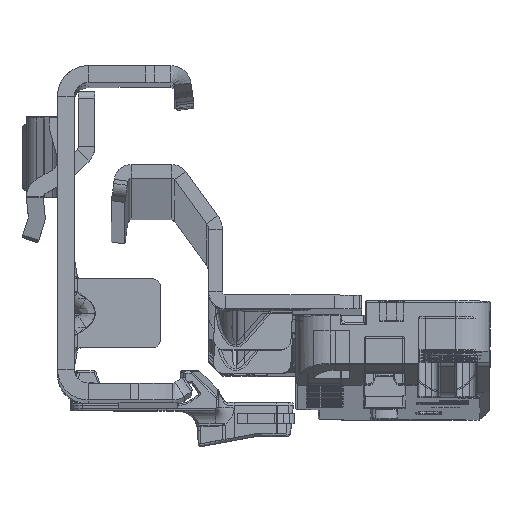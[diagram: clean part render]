
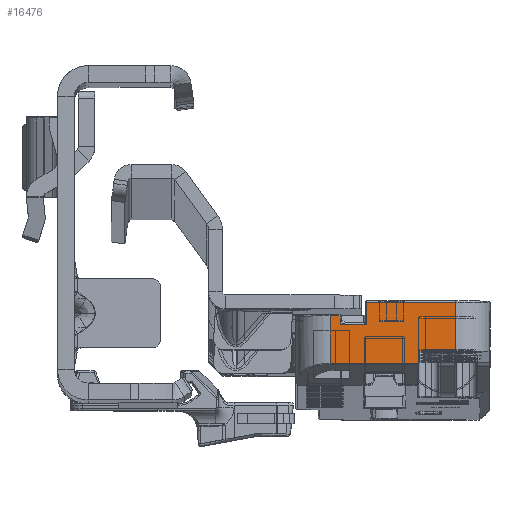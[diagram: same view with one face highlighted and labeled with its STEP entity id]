
A CAD part, top view. The second image highlights one B-rep face of the part: STEP entity #16476.
In plain terms, the highlighted face is planar.
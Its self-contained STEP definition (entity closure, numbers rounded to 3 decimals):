
#3384 = EDGE_LOOP ( 'NONE', ( #50776, #40052, #74732, #7918, #7861, #47691, #65804, #75328, #15498, #37089, #69951, #39988 ) ) ;
#3750 = EDGE_CURVE ( 'NONE', #32207, #108484, #96198, .T. ) ;
#6612 = CARTESIAN_POINT ( 'NONE',  ( -0.7, 2.1, -284.5 ) ) ;
#7861 = ORIENTED_EDGE ( 'NONE', *, *, #35072, .T. ) ;
#7918 = ORIENTED_EDGE ( 'NONE', *, *, #70795, .F. ) ;
#9168 = FACE_OUTER_BOUND ( 'NONE', #3384, .T. ) ;
#10536 = VECTOR ( 'NONE', #16339, 1000. ) ;
#10719 = VERTEX_POINT ( 'NONE', #112267 ) ;
#11697 = CARTESIAN_POINT ( 'NONE',  ( -8.3, -6.669, -284.5 ) ) ;
#15498 = ORIENTED_EDGE ( 'NONE', *, *, #16488, .F. ) ;
#16005 = CARTESIAN_POINT ( 'NONE',  ( -8.3, -6.669, -284.5 ) ) ;
#16028 = CARTESIAN_POINT ( 'NONE',  ( 3.15, -1.15, -284.5 ) ) ;
#16269 = PLANE ( 'NONE',  #69978 ) ;
#16339 = DIRECTION ( 'NONE',  ( 0., 1., 0. ) ) ;
#16476 = ADVANCED_FACE ( 'NONE', ( #9168 ), #16269, .F. ) ;
#16488 = EDGE_CURVE ( 'NONE', #82774, #108484, #38128, .T. ) ;
#16913 = CARTESIAN_POINT ( 'NONE',  ( 19.8, 2.6, -284.5 ) ) ;
#18888 = CARTESIAN_POINT ( 'NONE',  ( 4.6, -6.785, -284.5 ) ) ;
#20223 = CARTESIAN_POINT ( 'NONE',  ( 19.8, -1.15, -284.5 ) ) ;
#20867 = CARTESIAN_POINT ( 'NONE',  ( -8.3, -6.785, -284.5 ) ) ;
#21873 = CARTESIAN_POINT ( 'NONE',  ( -8.5, -5.2, -284.5 ) ) ;
#23138 = DIRECTION ( 'NONE',  ( 1., 0., 0. ) ) ;
#23897 = LINE ( 'NONE', #34154, #75006 ) ;
#26210 = EDGE_CURVE ( 'NONE', #90455, #10719, #23897, .T. ) ;
#27101 = EDGE_CURVE ( 'NONE', #32207, #44927, #98654, .T. ) ;
#27975 = CARTESIAN_POINT ( 'NONE',  ( -8.273, -6.785, -284.5 ) ) ;
#28614 = DIRECTION ( 'NONE',  ( 1., 0., 0. ) ) ;
#31208 = CARTESIAN_POINT ( 'NONE',  ( -8.3, -5.2, -284.5 ) ) ;
#32207 = VERTEX_POINT ( 'NONE', #31208 ) ;
#34154 = CARTESIAN_POINT ( 'NONE',  ( -0.75, -0.9, -284.5 ) ) ;
#34672 = CARTESIAN_POINT ( 'NONE',  ( -8.273, -6.785, -284.5 ) ) ;
#35072 = EDGE_CURVE ( 'NONE', #120727, #37574, #109049, .T. ) ;
#37089 = ORIENTED_EDGE ( 'NONE', *, *, #56534, .T. ) ;
#37574 = VERTEX_POINT ( 'NONE', #27975 ) ;
#38128 = LINE ( 'NONE', #56116, #67956 ) ;
#38839 = VERTEX_POINT ( 'NONE', #42464 ) ;
#39988 = ORIENTED_EDGE ( 'NONE', *, *, #26210, .T. ) ;
#40052 = ORIENTED_EDGE ( 'NONE', *, *, #81414, .T. ) ;
#41380 = LINE ( 'NONE', #80633, #59953 ) ;
#41607 = CARTESIAN_POINT ( 'NONE',  ( 4.6, 0.1, -284.5 ) ) ;
#42464 = CARTESIAN_POINT ( 'NONE',  ( 3.15, 0.1, -284.5 ) ) ;
#44526 = DIRECTION ( 'NONE',  ( 1., 0., 0. ) ) ;
#44927 = VERTEX_POINT ( 'NONE', #11697 ) ;
#47691 = ORIENTED_EDGE ( 'NONE', *, *, #107022, .T. ) ;
#48054 = DIRECTION ( 'NONE',  ( 0., 1., 0. ) ) ;
#49773 = DIRECTION ( 'NONE',  ( 0., 1., 0. ) ) ;
#50776 = ORIENTED_EDGE ( 'NONE', *, *, #123781, .T. ) ;
#54561 = CARTESIAN_POINT ( 'NONE',  ( -8.3, -6.71, -284.5 ) ) ;
#55464 = DIRECTION ( 'NONE',  ( 1., 0., 0. ) ) ;
#56116 = CARTESIAN_POINT ( 'NONE',  ( -8.3, -5., -284.5 ) ) ;
#56534 = EDGE_CURVE ( 'NONE', #82774, #80305, #41380, .T. ) ;
#59953 = VECTOR ( 'NONE', #49773, 1000. ) ;
#60143 = VECTOR ( 'NONE', #48054, 1000. ) ;
#62956 = VECTOR ( 'NONE', #104161, 1000. ) ;
#64182 = CARTESIAN_POINT ( 'NONE',  ( -8.5, -5., -284.5 ) ) ;
#65804 = ORIENTED_EDGE ( 'NONE', *, *, #27101, .F. ) ;
#66315 = VECTOR ( 'NONE', #90342, 1000. ) ;
#67956 = VECTOR ( 'NONE', #105111, 1000. ) ;
#68535 = CARTESIAN_POINT ( 'NONE',  ( -0.75, 2.1, -284.5 ) ) ;
#69932 = VECTOR ( 'NONE', #44526, 1000. ) ;
#69951 = ORIENTED_EDGE ( 'NONE', *, *, #108077, .T. ) ;
#69978 = AXIS2_PLACEMENT_3D ( 'NONE', #16913, #114752, #55464 ) ;
#70356 = LINE ( 'NONE', #20223, #107262 ) ;
#70795 = EDGE_CURVE ( 'NONE', #120727, #104739, #89231, .T. ) ;
#73550 = AXIS2_PLACEMENT_3D ( 'NONE', #21873, #120357, #23138 ) ;
#74732 = ORIENTED_EDGE ( 'NONE', *, *, #114515, .T. ) ;
#75006 = VECTOR ( 'NONE', #101787, 1000. ) ;
#75328 = ORIENTED_EDGE ( 'NONE', *, *, #3750, .T. ) ;
#79033 = VECTOR ( 'NONE', #91508, 1000. ) ;
#80305 = VERTEX_POINT ( 'NONE', #107703 ) ;
#80633 = CARTESIAN_POINT ( 'NONE',  ( -13.7, 2., -284.5 ) ) ;
#81414 = EDGE_CURVE ( 'NONE', #120991, #38839, #85833, .T. ) ;
#82774 = VERTEX_POINT ( 'NONE', #92186 ) ;
#82913 = CARTESIAN_POINT ( 'NONE',  ( 4.6, 0.1, -284.5 ) ) ;
#84873 = CARTESIAN_POINT ( 'NONE',  ( -8.291, -6.749, -284.5 ) ) ;
#85833 = LINE ( 'NONE', #115465, #10536 ) ;
#89231 = LINE ( 'NONE', #127302, #60143 ) ;
#90238 = CARTESIAN_POINT ( 'NONE',  ( -8.3, 0., -284.5 ) ) ;
#90342 = DIRECTION ( 'NONE',  ( -1., 0., 0. ) ) ;
#90455 = VERTEX_POINT ( 'NONE', #68535 ) ;
#91508 = DIRECTION ( 'NONE',  ( 0., -1., 0. ) ) ;
#92186 = CARTESIAN_POINT ( 'NONE',  ( -13.7, -5., -284.5 ) ) ;
#96198 = CIRCLE ( 'NONE', #73550, 0.2 ) ;
#98654 = LINE ( 'NONE', #90238, #79033 ) ;
#101787 = DIRECTION ( 'NONE',  ( 0., -1., 0. ) ) ;
#104161 = DIRECTION ( 'NONE',  ( 1., 0., 0. ) ) ;
#104739 = VERTEX_POINT ( 'NONE', #41607 ) ;
#105111 = DIRECTION ( 'NONE',  ( 1., 0., 0. ) ) ;
#107022 = EDGE_CURVE ( 'NONE', #37574, #44927, #114683, .T. ) ;
#107262 = VECTOR ( 'NONE', #28614, 1000. ) ;
#107703 = CARTESIAN_POINT ( 'NONE',  ( -13.7, 2.1, -284.5 ) ) ;
#108077 = EDGE_CURVE ( 'NONE', #80305, #90455, #112836, .T. ) ;
#108484 = VERTEX_POINT ( 'NONE', #64182 ) ;
#109049 = LINE ( 'NONE', #20867, #66315 ) ;
#112267 = CARTESIAN_POINT ( 'NONE',  ( -0.75, -1.15, -284.5 ) ) ;
#112836 = LINE ( 'NONE', #6612, #69932 ) ;
#114515 = EDGE_CURVE ( 'NONE', #38839, #104739, #122860, .T. ) ;
#114683 =( BOUNDED_CURVE ( )  B_SPLINE_CURVE ( 3, ( #34672, #84873, #54561, #16005 ),
 .UNSPECIFIED., .F., .T. ) 
 B_SPLINE_CURVE_WITH_KNOTS ( ( 4, 4 ),
 ( 1.047, 1.571 ),
 .UNSPECIFIED. ) 
 CURVE ( )  GEOMETRIC_REPRESENTATION_ITEM ( )  RATIONAL_B_SPLINE_CURVE ( ( 1., 0.977, 0.977, 1. ) ) 
 REPRESENTATION_ITEM ( '' )  );
#114752 = DIRECTION ( 'NONE',  ( 0., 0., 1. ) ) ;
#115465 = CARTESIAN_POINT ( 'NONE',  ( 3.15, 0.1, -284.5 ) ) ;
#120357 = DIRECTION ( 'NONE',  ( 0., 0., 1. ) ) ;
#120727 = VERTEX_POINT ( 'NONE', #18888 ) ;
#120991 = VERTEX_POINT ( 'NONE', #16028 ) ;
#122860 = LINE ( 'NONE', #82913, #62956 ) ;
#123781 = EDGE_CURVE ( 'NONE', #10719, #120991, #70356, .T. ) ;
#127302 = CARTESIAN_POINT ( 'NONE',  ( 4.6, -242.444, -284.5 ) ) ;
